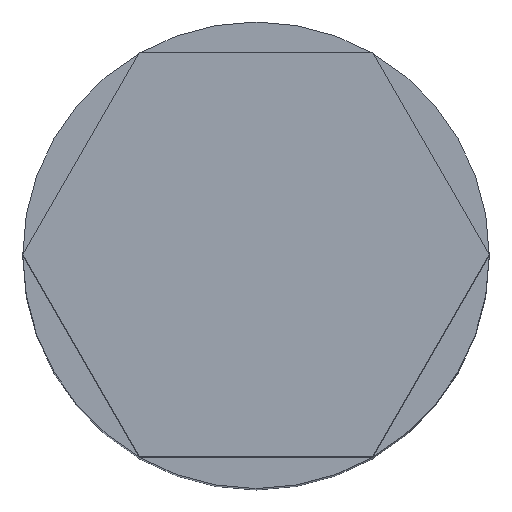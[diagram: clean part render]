
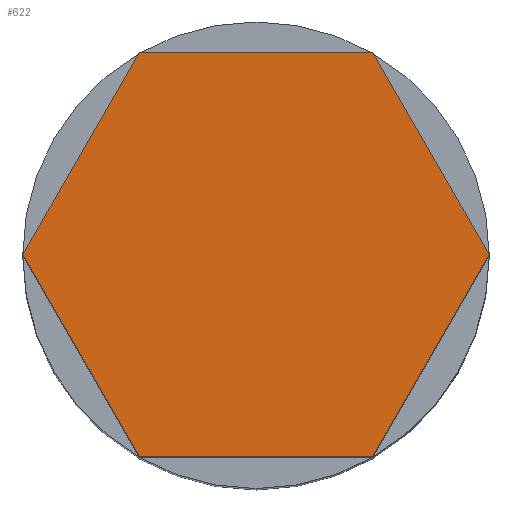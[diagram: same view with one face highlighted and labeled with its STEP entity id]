
A CAD part, top view. The second image highlights one B-rep face of the part: STEP entity #622.
In plain terms, the highlighted planar face has unit normal (0, 0, 1).
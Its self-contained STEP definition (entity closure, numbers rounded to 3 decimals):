
#483 = VERTEX_POINT('',#484);
#484 = CARTESIAN_POINT('',(3.,0.,10.4));
#492 = VERTEX_POINT('',#493);
#493 = CARTESIAN_POINT('',(1.5,-2.598,10.4));
#499 = EDGE_CURVE('',#483,#492,#500,.T.);
#500 = LINE('',#501,#502);
#501 = CARTESIAN_POINT('',(3.,0.,10.4));
#502 = VECTOR('',#503,1.);
#503 = DIRECTION('',(-0.5,-0.866,0.));
#516 = VERTEX_POINT('',#517);
#517 = CARTESIAN_POINT('',(-1.5,-2.598,10.4));
#523 = EDGE_CURVE('',#492,#516,#524,.T.);
#524 = LINE('',#525,#526);
#525 = CARTESIAN_POINT('',(1.5,-2.598,10.4));
#526 = VECTOR('',#527,1.);
#527 = DIRECTION('',(-1.,0.,0.));
#540 = VERTEX_POINT('',#541);
#541 = CARTESIAN_POINT('',(-3.,0.,10.4));
#547 = EDGE_CURVE('',#516,#540,#548,.T.);
#548 = LINE('',#549,#550);
#549 = CARTESIAN_POINT('',(-1.5,-2.598,10.4));
#550 = VECTOR('',#551,1.);
#551 = DIRECTION('',(-0.5,0.866,0.));
#564 = VERTEX_POINT('',#565);
#565 = CARTESIAN_POINT('',(-1.5,2.598,10.4));
#571 = EDGE_CURVE('',#540,#564,#572,.T.);
#572 = LINE('',#573,#574);
#573 = CARTESIAN_POINT('',(-3.,0.,10.4));
#574 = VECTOR('',#575,1.);
#575 = DIRECTION('',(0.5,0.866,0.));
#588 = VERTEX_POINT('',#589);
#589 = CARTESIAN_POINT('',(1.5,2.598,10.4));
#595 = EDGE_CURVE('',#564,#588,#596,.T.);
#596 = LINE('',#597,#598);
#597 = CARTESIAN_POINT('',(-1.5,2.598,10.4));
#598 = VECTOR('',#599,1.);
#599 = DIRECTION('',(1.,0.,0.));
#612 = EDGE_CURVE('',#588,#483,#613,.T.);
#613 = LINE('',#614,#615);
#614 = CARTESIAN_POINT('',(1.5,2.598,10.4));
#615 = VECTOR('',#616,1.);
#616 = DIRECTION('',(0.5,-0.866,0.));
#622 = ADVANCED_FACE('',(#623),#631,.T.);
#623 = FACE_BOUND('',#624,.T.);
#624 = EDGE_LOOP('',(#625,#626,#627,#628,#629,#630));
#625 = ORIENTED_EDGE('',*,*,#499,.F.);
#626 = ORIENTED_EDGE('',*,*,#612,.F.);
#627 = ORIENTED_EDGE('',*,*,#595,.F.);
#628 = ORIENTED_EDGE('',*,*,#571,.F.);
#629 = ORIENTED_EDGE('',*,*,#547,.F.);
#630 = ORIENTED_EDGE('',*,*,#523,.F.);
#631 = PLANE('',#632);
#632 = AXIS2_PLACEMENT_3D('',#633,#634,#635);
#633 = CARTESIAN_POINT('',(0.,0.,10.4));
#634 = DIRECTION('',(0.,0.,1.));
#635 = DIRECTION('',(1.,0.,0.));
